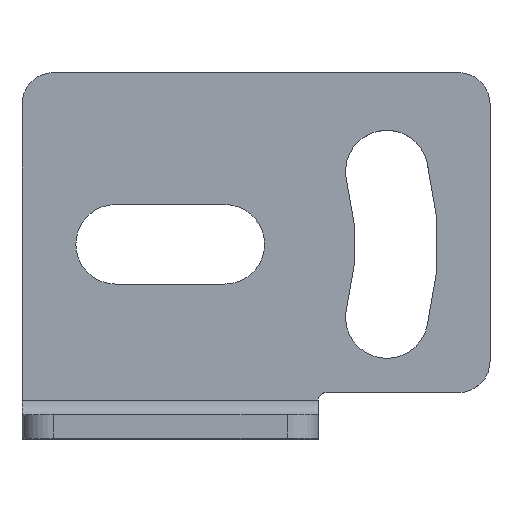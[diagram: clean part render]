
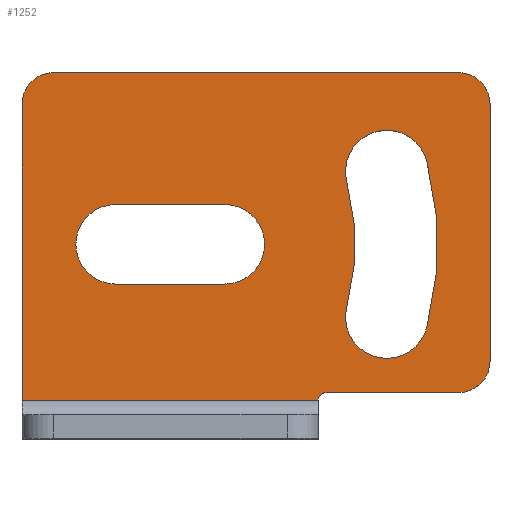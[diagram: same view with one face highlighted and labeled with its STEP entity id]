
A CAD part, top view. The second image highlights one B-rep face of the part: STEP entity #1252.
In plain terms, the highlighted planar face has unit normal (0, 0, 1).
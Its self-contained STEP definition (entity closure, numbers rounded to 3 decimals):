
#35=DIRECTION('',(0.,1.,0.));
#36=VECTOR('',#35,19.);
#37=CARTESIAN_POINT('',(0.,1.,0.));
#38=LINE('',#37,#36);
#43=CARTESIAN_POINT('',(2.,20.,0.));
#44=DIRECTION('',(0.,0.,-1.));
#45=DIRECTION('',(-1.,0.,0.));
#46=AXIS2_PLACEMENT_3D('',#43,#44,#45);
#51=DIRECTION('',(1.,0.,0.));
#52=VECTOR('',#51,26.);
#53=CARTESIAN_POINT('',(2.,22.,0.));
#54=LINE('',#53,#52);
#58=CARTESIAN_POINT('',(28.,20.,0.));
#59=DIRECTION('',(0.,0.,-1.));
#60=DIRECTION('',(0.,1.,0.));
#61=AXIS2_PLACEMENT_3D('',#58,#59,#60);
#66=DIRECTION('',(0.,-1.,0.));
#67=VECTOR('',#66,16.5);
#68=CARTESIAN_POINT('',(30.,20.,0.));
#69=LINE('',#68,#67);
#73=CARTESIAN_POINT('',(28.,3.5,0.));
#74=DIRECTION('',(0.,0.,-1.));
#75=DIRECTION('',(1.,0.,0.));
#76=AXIS2_PLACEMENT_3D('',#73,#74,#75);
#81=DIRECTION('',(-1.,0.,0.));
#82=VECTOR('',#81,8.5);
#83=CARTESIAN_POINT('',(28.,1.5,0.));
#84=LINE('',#83,#82);
#88=CARTESIAN_POINT('',(19.5,1.,0.));
#89=DIRECTION('',(0.,0.,1.));
#90=DIRECTION('',(0.,1.,0.));
#91=AXIS2_PLACEMENT_3D('',#88,#89,#90);
#96=CARTESIAN_POINT('',(13.,11.,0.));
#97=DIRECTION('',(0.,0.,1.));
#98=DIRECTION('',(0.,-1.,0.));
#99=AXIS2_PLACEMENT_3D('',#96,#97,#98);
#104=DIRECTION('',(-1.,0.,0.));
#105=VECTOR('',#104,7.);
#106=CARTESIAN_POINT('',(13.,13.55,0.));
#107=LINE('',#106,#105);
#111=CARTESIAN_POINT('',(6.,11.,0.));
#112=DIRECTION('',(0.,0.,1.));
#113=DIRECTION('',(0.,1.,0.));
#114=AXIS2_PLACEMENT_3D('',#111,#112,#113);
#119=DIRECTION('',(1.,0.,0.));
#120=VECTOR('',#119,7.);
#121=CARTESIAN_POINT('',(6.,8.45,0.));
#122=LINE('',#121,#120);
#126=CARTESIAN_POINT('',(23.387,6.341,0.));
#127=DIRECTION('',(0.,0.,1.));
#128=DIRECTION('',(-0.966,0.259,0.));
#129=AXIS2_PLACEMENT_3D('',#126,#127,#128);
#134=CARTESIAN_POINT('',(6.,11.,0.));
#135=DIRECTION('',(0.,0.,1.));
#136=DIRECTION('',(0.966,-0.259,0.));
#137=AXIS2_PLACEMENT_3D('',#134,#135,#136);
#142=CARTESIAN_POINT('',(23.387,15.659,0.));
#143=DIRECTION('',(0.,0.,1.));
#144=DIRECTION('',(0.966,0.259,0.));
#145=AXIS2_PLACEMENT_3D('',#142,#143,#144);
#150=CARTESIAN_POINT('',(6.,11.,0.));
#151=DIRECTION('',(0.,0.,-1.));
#152=DIRECTION('',(0.966,0.259,0.));
#153=AXIS2_PLACEMENT_3D('',#150,#151,#152);
#165=DIRECTION('',(1.,0.,0.));
#166=VECTOR('',#165,19.);
#167=CARTESIAN_POINT('',(0.,1.,0.));
#168=LINE('',#167,#166);
#1035=CARTESIAN_POINT('',(0.,1.,0.));
#1036=CARTESIAN_POINT('',(19.,1.,0.));
#1037=VERTEX_POINT('',#1035);
#1038=VERTEX_POINT('',#1036);
#1039=CARTESIAN_POINT('',(0.,20.,0.));
#1040=VERTEX_POINT('',#1039);
#1041=CARTESIAN_POINT('',(2.,22.,0.));
#1042=VERTEX_POINT('',#1041);
#1043=CARTESIAN_POINT('',(28.,22.,0.));
#1044=VERTEX_POINT('',#1043);
#1045=CARTESIAN_POINT('',(30.,20.,0.));
#1046=VERTEX_POINT('',#1045);
#1047=CARTESIAN_POINT('',(30.,3.5,0.));
#1048=VERTEX_POINT('',#1047);
#1049=CARTESIAN_POINT('',(28.,1.5,0.));
#1050=VERTEX_POINT('',#1049);
#1051=CARTESIAN_POINT('',(19.5,1.5,0.));
#1052=VERTEX_POINT('',#1051);
#1053=CARTESIAN_POINT('',(13.,8.45,0.));
#1054=CARTESIAN_POINT('',(13.,13.55,0.));
#1055=VERTEX_POINT('',#1053);
#1056=VERTEX_POINT('',#1054);
#1057=CARTESIAN_POINT('',(6.,13.55,0.));
#1058=VERTEX_POINT('',#1057);
#1059=CARTESIAN_POINT('',(6.,8.45,0.));
#1060=VERTEX_POINT('',#1059);
#1061=CARTESIAN_POINT('',(20.827,7.027,0.));
#1062=CARTESIAN_POINT('',(25.946,5.655,0.));
#1063=VERTEX_POINT('',#1061);
#1064=VERTEX_POINT('',#1062);
#1065=CARTESIAN_POINT('',(25.946,16.345,0.));
#1066=VERTEX_POINT('',#1065);
#1067=CARTESIAN_POINT('',(20.827,14.973,0.));
#1068=VERTEX_POINT('',#1067);
#1207=CARTESIAN_POINT('',(0.,0.,0.));
#1208=DIRECTION('',(0.,0.,1.));
#1209=DIRECTION('',(1.,0.,0.));
#1210=AXIS2_PLACEMENT_3D('',#1207,#1208,#1209);
#1211=PLANE('',#1210);
#1213=ORIENTED_EDGE('',*,*,#1212,.F.);
#1215=ORIENTED_EDGE('',*,*,#1214,.T.);
#1217=ORIENTED_EDGE('',*,*,#1216,.T.);
#1219=ORIENTED_EDGE('',*,*,#1218,.T.);
#1221=ORIENTED_EDGE('',*,*,#1220,.T.);
#1223=ORIENTED_EDGE('',*,*,#1222,.T.);
#1225=ORIENTED_EDGE('',*,*,#1224,.T.);
#1227=ORIENTED_EDGE('',*,*,#1226,.T.);
#1229=ORIENTED_EDGE('',*,*,#1228,.T.);
#1230=EDGE_LOOP('',(#1213,#1215,#1217,#1219,#1221,#1223,#1225,#1227,#1229));
#1231=FACE_OUTER_BOUND('',#1230,.F.);
#1233=ORIENTED_EDGE('',*,*,#1232,.T.);
#1235=ORIENTED_EDGE('',*,*,#1234,.T.);
#1237=ORIENTED_EDGE('',*,*,#1236,.T.);
#1239=ORIENTED_EDGE('',*,*,#1238,.T.);
#1240=EDGE_LOOP('',(#1233,#1235,#1237,#1239));
#1241=FACE_BOUND('',#1240,.F.);
#1243=ORIENTED_EDGE('',*,*,#1242,.T.);
#1245=ORIENTED_EDGE('',*,*,#1244,.T.);
#1247=ORIENTED_EDGE('',*,*,#1246,.T.);
#1249=ORIENTED_EDGE('',*,*,#1248,.T.);
#1250=EDGE_LOOP('',(#1243,#1245,#1247,#1249));
#1251=FACE_BOUND('',#1250,.F.);
#1252=ADVANCED_FACE('',(#1231,#1241,#1251),#1211,.T.);
#47=CIRCLE('',#46,2.);
#62=CIRCLE('',#61,2.);
#77=CIRCLE('',#76,2.);
#92=CIRCLE('',#91,0.5);
#100=CIRCLE('',#99,2.55);
#115=CIRCLE('',#114,2.55);
#130=CIRCLE('',#129,2.65);
#138=CIRCLE('',#137,20.65);
#146=CIRCLE('',#145,2.65);
#154=CIRCLE('',#153,15.35);
#1212=EDGE_CURVE('',#1037,#1038,#168,.T.);
#1214=EDGE_CURVE('',#1037,#1040,#38,.T.);
#1216=EDGE_CURVE('',#1040,#1042,#47,.T.);
#1218=EDGE_CURVE('',#1042,#1044,#54,.T.);
#1220=EDGE_CURVE('',#1044,#1046,#62,.T.);
#1222=EDGE_CURVE('',#1046,#1048,#69,.T.);
#1224=EDGE_CURVE('',#1048,#1050,#77,.T.);
#1226=EDGE_CURVE('',#1050,#1052,#84,.T.);
#1228=EDGE_CURVE('',#1052,#1038,#92,.T.);
#1232=EDGE_CURVE('',#1055,#1056,#100,.T.);
#1234=EDGE_CURVE('',#1056,#1058,#107,.T.);
#1236=EDGE_CURVE('',#1058,#1060,#115,.T.);
#1238=EDGE_CURVE('',#1060,#1055,#122,.T.);
#1242=EDGE_CURVE('',#1063,#1064,#130,.T.);
#1244=EDGE_CURVE('',#1064,#1066,#138,.T.);
#1246=EDGE_CURVE('',#1066,#1068,#146,.T.);
#1248=EDGE_CURVE('',#1068,#1063,#154,.T.);
